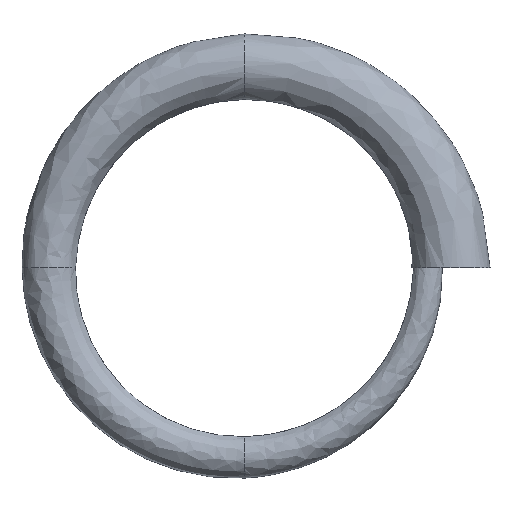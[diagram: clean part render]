
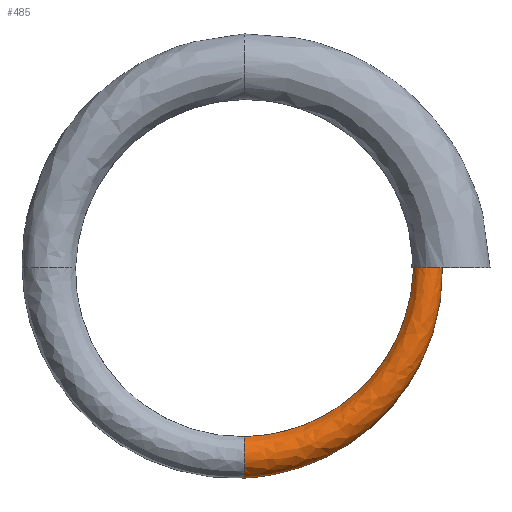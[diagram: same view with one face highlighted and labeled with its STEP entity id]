
A CAD part, top view. The second image highlights one B-rep face of the part: STEP entity #485.
In plain terms, the highlighted free-form (B-spline) face has degree [3, 3] with [7, 7] control points.
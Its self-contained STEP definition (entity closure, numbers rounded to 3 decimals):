
#18=B_SPLINE_SURFACE_WITH_KNOTS('',3,3,((#2539,#2540,#2541,#2542,#2543,
#2544,#2545),(#2546,#2547,#2548,#2549,#2550,#2551,#2552),(#2553,#2554,#2555,
#2556,#2557,#2558,#2559),(#2560,#2561,#2562,#2563,#2564,#2565,#2566),(#2567,
#2568,#2569,#2570,#2571,#2572,#2573),(#2574,#2575,#2576,#2577,#2578,#2579,
#2580),(#2581,#2582,#2583,#2584,#2585,#2586,#2587)),.UNSPECIFIED.,.F.,.F.,
 .F.,(4,1,1,1,4),(4,1,1,1,4),(0.,0.063,0.19,0.317,
0.444),(0.,0.286,0.571,0.857,
1.),.UNSPECIFIED.);
#56=FACE_OUTER_BOUND('',#79,.T.);
#79=EDGE_LOOP('',(#394,#395,#396,#397,#398));
#103=CIRCLE('',#531,5.825);
#105=CIRCLE('',#534,4.2);
#107=CIRCLE('',#536,4.2);
#120=B_SPLINE_CURVE_WITH_KNOTS('',3,(#975,#976,#977,#978,#979,#980,#981,
#982,#983,#984),.UNSPECIFIED.,.F.,.F.,(4,2,2,2,4),(-7.247,-5.488,
-3.641,-1.812,0.),.UNSPECIFIED.);
#159=B_SPLINE_CURVE_WITH_KNOTS('',3,(#2589,#2590,#2591,#2592,#2593,#2594,
#2595),.UNSPECIFIED.,.F.,.F.,(4,1,1,1,4),(0.,0.286,0.571,
0.857,1.),.UNSPECIFIED.);
#174=VERTEX_POINT('',#864);
#175=VERTEX_POINT('',#974);
#215=VERTEX_POINT('',#2289);
#216=VERTEX_POINT('',#2300);
#220=VERTEX_POINT('',#2588);
#232=EDGE_CURVE('',#175,#174,#120,.T.);
#283=EDGE_CURVE('',#215,#174,#103,.T.);
#285=EDGE_CURVE('',#216,#175,#105,.T.);
#290=EDGE_CURVE('',#220,#215,#159,.T.);
#291=EDGE_CURVE('',#220,#216,#107,.T.);
#394=ORIENTED_EDGE('',*,*,#232,.T.);
#395=ORIENTED_EDGE('',*,*,#283,.F.);
#396=ORIENTED_EDGE('',*,*,#290,.F.);
#397=ORIENTED_EDGE('',*,*,#291,.T.);
#398=ORIENTED_EDGE('',*,*,#285,.T.);
#485=ADVANCED_FACE('',(#56),#18,.T.);
#531=AXIS2_PLACEMENT_3D('',#2297,#593,#594);
#534=AXIS2_PLACEMENT_3D('',#2301,#599,#600);
#536=AXIS2_PLACEMENT_3D('',#2596,#603,#604);
#593=DIRECTION('center_axis',(-1.,0.,0.));
#594=DIRECTION('ref_axis',(0.,1.,0.));
#599=DIRECTION('center_axis',(0.,-1.,0.));
#600=DIRECTION('ref_axis',(1.,0.,0.));
#603=DIRECTION('center_axis',(0.,-1.,0.));
#604=DIRECTION('ref_axis',(1.,0.,0.));
#864=CARTESIAN_POINT('',(0.,-46.154,2.));
#974=CARTESIAN_POINT('',(46.307,0.,2.));
#975=CARTESIAN_POINT('Ctrl Pts',(46.307,0.,
2.));
#976=CARTESIAN_POINT('Ctrl Pts',(46.163,-5.864,2.));
#977=CARTESIAN_POINT('Ctrl Pts',(44.946,-11.652,2.));
#978=CARTESIAN_POINT('Ctrl Pts',(40.354,-22.766,2.));
#979=CARTESIAN_POINT('Ctrl Pts',(36.917,-27.947,2.));
#980=CARTESIAN_POINT('Ctrl Pts',(28.286,-36.653,2.));
#981=CARTESIAN_POINT('Ctrl Pts',(23.19,-40.108,2.));
#982=CARTESIAN_POINT('Ctrl Pts',(12.009,-44.839,2.));
#983=CARTESIAN_POINT('Ctrl Pts',(6.04,-46.089,2.));
#984=CARTESIAN_POINT('Ctrl Pts',(0.,-46.154,
2.));
#2289=CARTESIAN_POINT('',(0.,-57.45,0.));
#2297=CARTESIAN_POINT('Origin',(0.,-51.625,0.));
#2300=CARTESIAN_POINT('',(51.274,0.,4.002));
#2301=CARTESIAN_POINT('Origin',(50.,0.,0.));
#2539=CARTESIAN_POINT('Ctrl Pts',(54.2,0.,0.));
#2540=CARTESIAN_POINT('Ctrl Pts',(54.358,-8.204,0.));
#2541=CARTESIAN_POINT('Ctrl Pts',(50.999,-24.748,0.));
#2542=CARTESIAN_POINT('Ctrl Pts',(35.724,-45.213,0.));
#2543=CARTESIAN_POINT('Ctrl Pts',(16.78,-55.276,0.));
#2544=CARTESIAN_POINT('Ctrl Pts',(4.217,-57.253,0.));
#2545=CARTESIAN_POINT('Ctrl Pts',(0.,-57.45,0.));
#2546=CARTESIAN_POINT('Ctrl Pts',(54.2,0.,0.558));
#2547=CARTESIAN_POINT('Ctrl Pts',(54.358,-8.203,0.579));
#2548=CARTESIAN_POINT('Ctrl Pts',(50.999,-24.748,0.62));
#2549=CARTESIAN_POINT('Ctrl Pts',(35.724,-45.213,0.682));
#2550=CARTESIAN_POINT('Ctrl Pts',(16.78,-55.276,0.733));
#2551=CARTESIAN_POINT('Ctrl Pts',(4.216,-57.253,0.764));
#2552=CARTESIAN_POINT('Ctrl Pts',(0.,-57.45,0.774));
#2553=CARTESIAN_POINT('Ctrl Pts',(53.872,0.,
2.237));
#2554=CARTESIAN_POINT('Ctrl Pts',(54.018,-8.155,2.319));
#2555=CARTESIAN_POINT('Ctrl Pts',(50.658,-24.588,2.484));
#2556=CARTESIAN_POINT('Ctrl Pts',(35.463,-44.892,2.732));
#2557=CARTESIAN_POINT('Ctrl Pts',(16.649,-54.856,2.938));
#2558=CARTESIAN_POINT('Ctrl Pts',(4.183,-56.804,3.061));
#2559=CARTESIAN_POINT('Ctrl Pts',(0.,-56.995,
3.102));
#2560=CARTESIAN_POINT('Ctrl Pts',(51.712,0.,
4.349));
#2561=CARTESIAN_POINT('Ctrl Pts',(51.779,-7.828,4.509));
#2562=CARTESIAN_POINT('Ctrl Pts',(48.409,-23.54,4.83));
#2563=CARTESIAN_POINT('Ctrl Pts',(33.738,-42.778,5.31));
#2564=CARTESIAN_POINT('Ctrl Pts',(15.783,-52.094,5.711));
#2565=CARTESIAN_POINT('Ctrl Pts',(3.96,-53.849,5.951));
#2566=CARTESIAN_POINT('Ctrl Pts',(0.,-53.999,
6.031));
#2567=CARTESIAN_POINT('Ctrl Pts',(48.085,0.,
4.259));
#2568=CARTESIAN_POINT('Ctrl Pts',(48.018,-7.282,4.416));
#2569=CARTESIAN_POINT('Ctrl Pts',(44.634,-21.779,4.729));
#2570=CARTESIAN_POINT('Ctrl Pts',(30.844,-39.229,5.2));
#2571=CARTESIAN_POINT('Ctrl Pts',(14.33,-47.457,5.592));
#2572=CARTESIAN_POINT('Ctrl Pts',(3.586,-48.885,5.828));
#2573=CARTESIAN_POINT('Ctrl Pts',(0.,-48.969,
5.906));
#2574=CARTESIAN_POINT('Ctrl Pts',(46.439,0.,
2.491));
#2575=CARTESIAN_POINT('Ctrl Pts',(46.311,-7.033,2.582));
#2576=CARTESIAN_POINT('Ctrl Pts',(42.919,-20.98,2.766));
#2577=CARTESIAN_POINT('Ctrl Pts',(29.53,-37.617,3.041));
#2578=CARTESIAN_POINT('Ctrl Pts',(13.67,-45.351,3.271));
#2579=CARTESIAN_POINT('Ctrl Pts',(3.415,-46.632,3.408));
#2580=CARTESIAN_POINT('Ctrl Pts',(0.,-46.686,3.454));
#2581=CARTESIAN_POINT('Ctrl Pts',(46.055,0.,
1.442));
#2582=CARTESIAN_POINT('Ctrl Pts',(45.914,-6.976,1.495));
#2583=CARTESIAN_POINT('Ctrl Pts',(42.521,-20.793,1.601));
#2584=CARTESIAN_POINT('Ctrl Pts',(29.225,-37.243,1.761));
#2585=CARTESIAN_POINT('Ctrl Pts',(13.517,-44.861,1.894));
#2586=CARTESIAN_POINT('Ctrl Pts',(3.377,-46.108,1.973));
#2587=CARTESIAN_POINT('Ctrl Pts',(0.,-46.154,2.));
#2588=CARTESIAN_POINT('',(54.2,0.,0.));
#2589=CARTESIAN_POINT('Ctrl Pts',(54.2,0.,0.));
#2590=CARTESIAN_POINT('Ctrl Pts',(54.358,-8.204,0.));
#2591=CARTESIAN_POINT('Ctrl Pts',(50.999,-24.748,0.));
#2592=CARTESIAN_POINT('Ctrl Pts',(35.724,-45.213,0.));
#2593=CARTESIAN_POINT('Ctrl Pts',(16.78,-55.276,0.));
#2594=CARTESIAN_POINT('Ctrl Pts',(4.217,-57.253,0.));
#2595=CARTESIAN_POINT('Ctrl Pts',(0.,-57.45,0.));
#2596=CARTESIAN_POINT('Origin',(50.,0.,0.));
